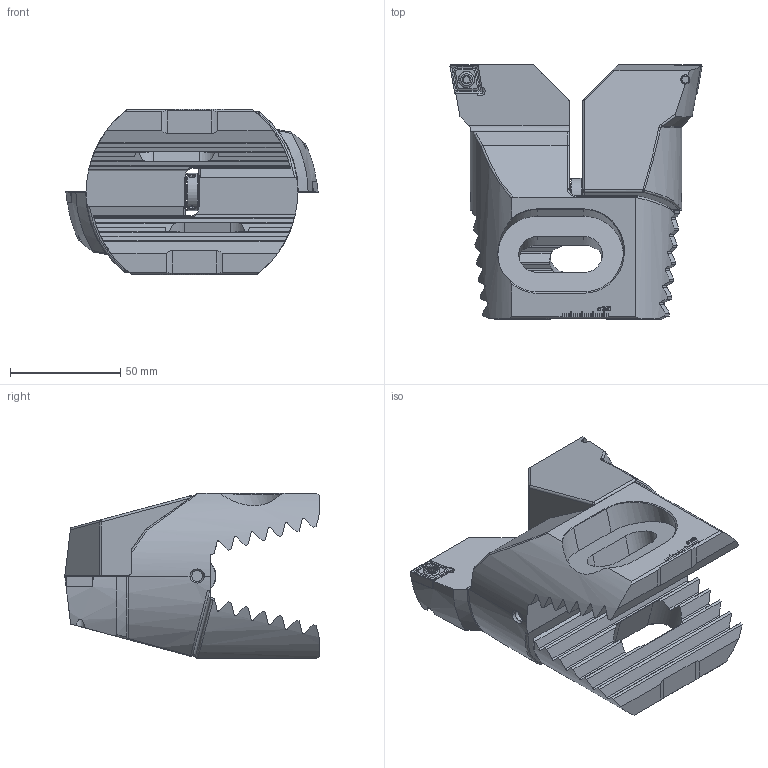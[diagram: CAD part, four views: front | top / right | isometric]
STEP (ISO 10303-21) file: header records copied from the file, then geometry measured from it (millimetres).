
FILE_DESCRIPTION (( 'STEP AP203' ), '1' );
FILE_NAME ('D34.090.115.012.STEP', '2018-03-05T15:25:25', ( 'SWIAdmin' ), ( 'Hewlett-Packard Company' ), 'SwSTEP 2.0', 'SolidWorks 2017', '' );
FILE_SCHEMA (( 'CONFIG_CONTROL_DESIGN' ));
Length unit declared in the file: millimetre
Products named in the file (8): Z94-ER3.001.090_A; Z42-ER3.002.005_A; ISO 4026 - M4 x 5; Z94-ER3.000.090; D34.090.115.012; Z94-xxx.001.067_E; CCMT120404; WCC-ER2.001.010_A
Assembly tree (12 placements, depth 3):
  D34.090.115.012
    Z94-xxx.001.067_E  x2
    CCMT120404  x2
    WCC-ER2.001.010_A  x2
    Z94-ER3.000.090
      Z94-ER3.001.090_A
      Z42-ER3.002.005_A
      ISO 4026 - M4 x 5  x3
Bounding box: 114.5 x 115.5 x 75.2 mm (x, y, z)
Volume: 343499.1 mm3; surface area: 65522.4 mm2
Topology: 11 solids, 11 shells, 853 faces, 2224 edges, 1383 vertices
Faces by surface type: plane 469, cylinder 154, bspline 106, cone 84, torus 26, sphere 14
Entity records: 17093 total; most frequent: CARTESIAN_POINT 5936, ORIENTED_EDGE 2286, DIRECTION 1885, EDGE_CURVE 1143, VERTEX_POINT 718, VECTOR 677, LINE 677, AXIS2_PLACEMENT_3D 604
